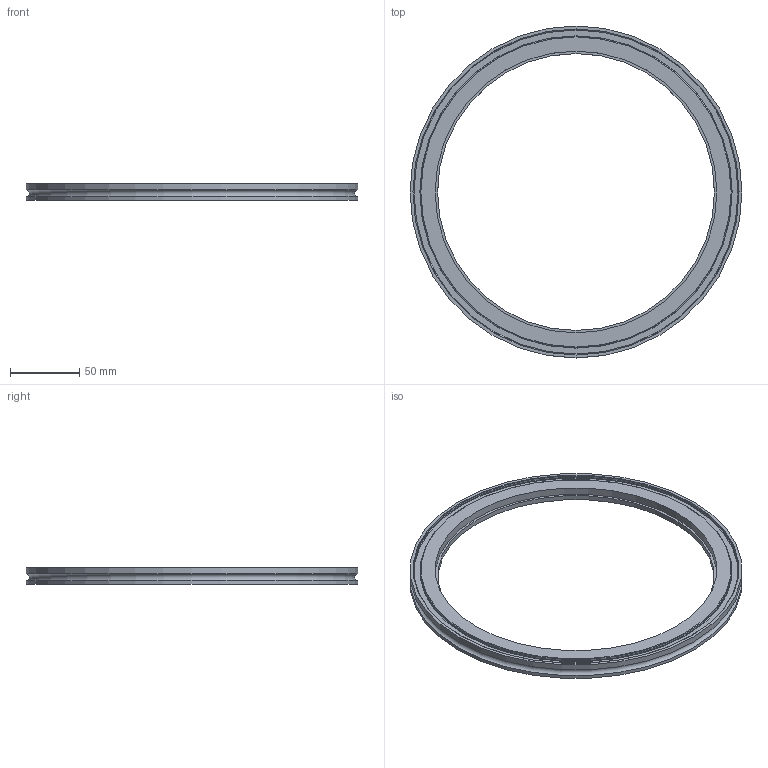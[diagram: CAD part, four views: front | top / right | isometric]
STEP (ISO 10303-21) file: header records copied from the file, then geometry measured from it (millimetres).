
FILE_DESCRIPTION( ( 'Unknown' ), '1' );
FILE_NAME( 'QF200-SWK.stp', 'Unknown', ( 'Unknown' ), ( 'Unknown' ), 'PSStep 14.0', 'Unknown', ' ' );
FILE_SCHEMA( ( 'AUTOMOTIVE_DESIGN { 1 0 10303 214 1 1 1 1 }' ) );
Length unit declared in the file: millimetre
Products named in the file (1): 1
Bounding box: 240.03 x 240.03 x 11.94 mm (x, y, z)
Volume: 132043.6 mm3; surface area: 48786.1 mm2
Topology: 1 solids, 1 shells, 18 faces, 35 edges, 23 vertices
Faces by surface type: cylinder 7, plane 6, torus 5
Full cylindrical faces by diameter (mm): 200.152 x1, 203.708 x1, 213.004 x1, 225.044 x1, 235.001 x1, 240.03 x2
Entity records: 528 total; most frequent: DIRECTION 74, CARTESIAN_POINT 55, AXIS2_PLACEMENT_3D 37, EDGE_LOOP 36, ORIENTED_EDGE 36, FACE_OUTER_BOUND 30, STYLED_ITEM 18, PRESENTATION_STYLE_ASSIGNMENT 18
